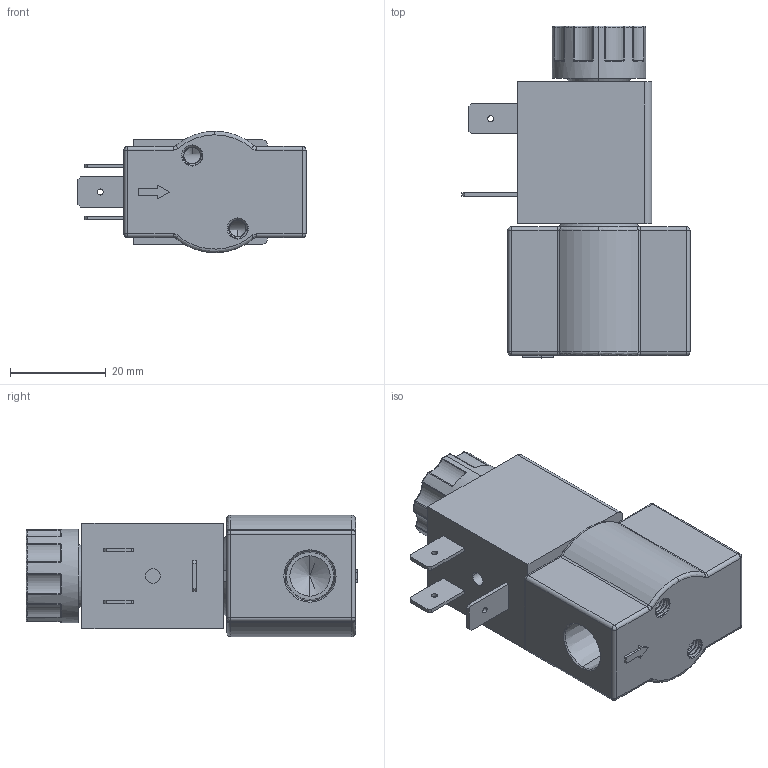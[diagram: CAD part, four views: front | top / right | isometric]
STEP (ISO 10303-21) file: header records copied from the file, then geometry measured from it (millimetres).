
FILE_DESCRIPTION (( 'STEP AP203' ), '1' );
FILE_NAME ('SC311YH24VIAA6.step', '2025-12-15T20:52:16', ( '' ), ( '' ), 'SwSTEP 2.0', 'SolidWorks 2024', '' );
FILE_SCHEMA (( 'CONFIG_CONTROL_DESIGN' ));
Products named in the file (1): SC311YH24VIAA6
Bounding box: 47.68 x 69.39 x 25.4 mm (x, y, z)
Volume: 41230.1 mm3; surface area: 11047.2 mm2
Topology: 1 solids, 1 shells, 383 faces, 963 edges, 559 vertices
Faces by surface type: bspline 179, cylinder 117, plane 62, cone 25
Entity records: 35990 total; most frequent: CARTESIAN_POINT 28364, ORIENTED_EDGE 1850, DIRECTION 1268, EDGE_CURVE 925, VERTEX_POINT 559, AXIS2_PLACEMENT_3D 509, EDGE_LOOP 404, FACE_OUTER_BOUND 383
